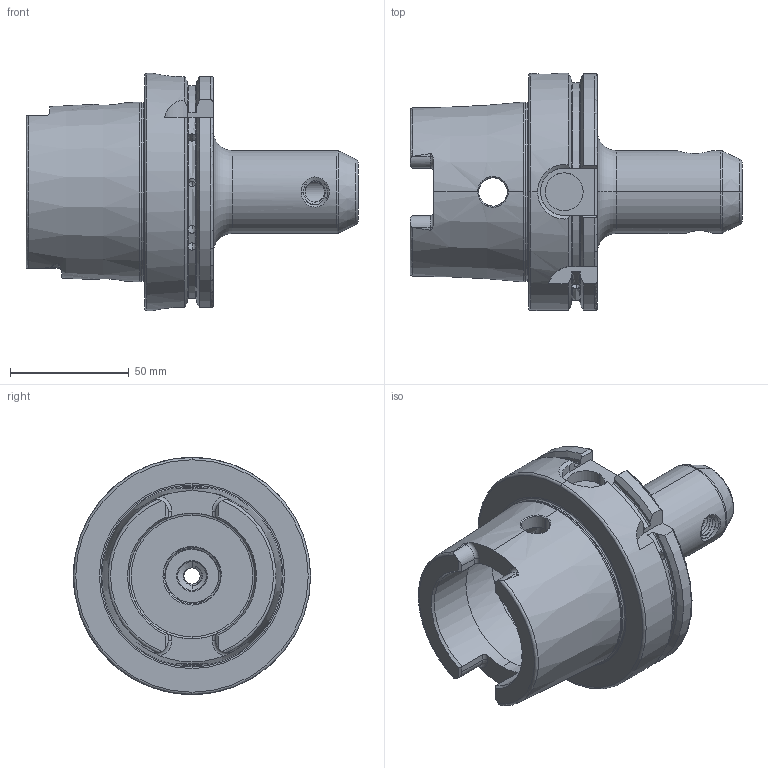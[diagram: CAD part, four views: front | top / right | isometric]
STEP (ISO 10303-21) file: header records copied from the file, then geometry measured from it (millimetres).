
FILE_DESCRIPTION (( 'STEP AP203' ), '1' );
FILE_NAME ('A100.05.10.STEP', '2016-10-07T10:10:21', ( '' ), ( '' ), 'SwSTEP 2.0', 'SolidWorks 2012', '' );
FILE_SCHEMA (( 'CONFIG_CONTROL_DESIGN' ));
Products named in the file (1): A100.05.10
Bounding box: 140 x 100 x 100 mm (x, y, z)
Volume: 304741.3 mm3; surface area: 59992.5 mm2
Topology: 1 solids, 1 shells, 274 faces, 745 edges, 471 vertices
Faces by surface type: cylinder 123, plane 47, torus 37, cone 36, bspline 29, sphere 2
Entity records: 31854 total; most frequent: CARTESIAN_POINT 25665, ORIENTED_EDGE 1470, DIRECTION 1082, EDGE_CURVE 735, VERTEX_POINT 471, AXIS2_PLACEMENT_3D 436, EDGE_LOOP 290, FACE_OUTER_BOUND 274
